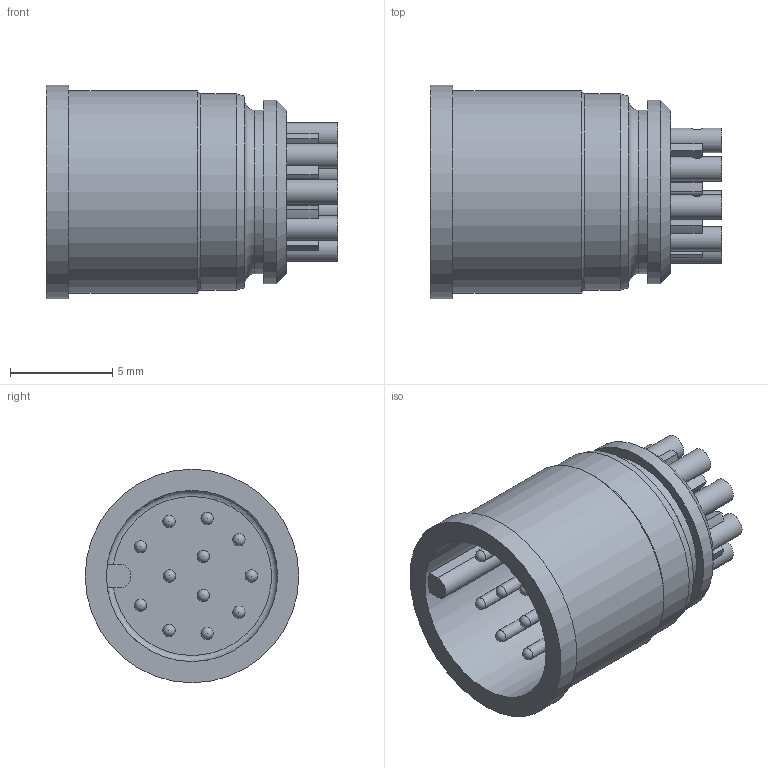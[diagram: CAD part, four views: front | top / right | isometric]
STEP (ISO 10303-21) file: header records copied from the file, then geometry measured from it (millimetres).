
FILE_DESCRIPTION(/* description */ (''),/* implementation_level */ '2;1');
FILE_NAME(/* name */ 'EWAS12_stp.stp',/* time_stamp */ '2016-02-19T13:37:28+01:00',/* author */ (''),/* organization */ (''),/* preprocessor_version */ 'ST-DEVELOPER v16',/* originating_system */ 'SIEMENS PLM Software NX 10.0',/* authorisation */ '');
FILE_SCHEMA (('AUTOMOTIVE_DESIGN { 1 0 10303 214 3 1 1 1 }'));
Length unit declared in the file: millimetre
Products named in the file (1): EWAS12
Bounding box: 14.25 x 10.45 x 10.45 mm (x, y, z)
Volume: 452.3 mm3; surface area: 1175.9 mm2
Topology: 1 solids, 8 shells, 179 faces, 438 edges, 288 vertices
Faces by surface type: cylinder 83, plane 48, cone 33, sphere 12, torus 3
Full cylindrical faces by diameter (mm): 0.6 x31, 0.9 x12, 1.2 x12, 1.4 x3, 8 x1, 8.375 x1, 9 x1, 9.6 x1, 9.9 x1, 10.45 x1
Entity records: 5786 total; most frequent: CARTESIAN_POINT 2207, DIRECTION 758, ORIENTED_EDGE 532, AXIS2_PLACEMENT_3D 344, EDGE_LOOP 341, FACE_BOUND 302, EDGE_CURVE 266, VERTEX_POINT 239
